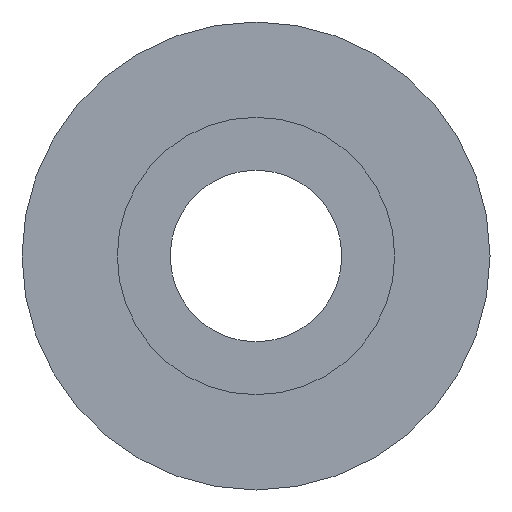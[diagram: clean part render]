
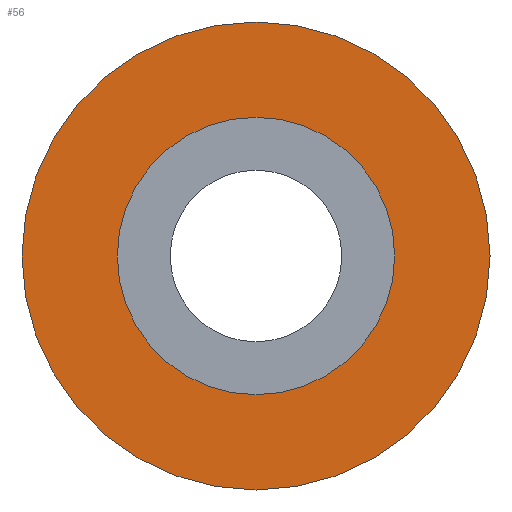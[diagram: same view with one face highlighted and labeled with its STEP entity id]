
A CAD part, left-side view. The second image highlights one B-rep face of the part: STEP entity #56.
In plain terms, the highlighted planar face has unit normal (-1, 0, 0).
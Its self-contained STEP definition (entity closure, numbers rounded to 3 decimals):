
#56=ADVANCED_FACE('',(#81,#82),#83,.T.);
#81=FACE_BOUND('',#109,.T.);
#82=FACE_OUTER_BOUND('',#110,.T.);
#83=PLANE('',#111);
#109=EDGE_LOOP('',(#185,#186));
#110=EDGE_LOOP('',(#187,#188));
#111=AXIS2_PLACEMENT_3D('',#189,#190,#191);
#185=ORIENTED_EDGE('',*,*,#217,.T.);
#186=ORIENTED_EDGE('',*,*,#210,.T.);
#187=ORIENTED_EDGE('',*,*,#222,.T.);
#188=ORIENTED_EDGE('',*,*,#200,.T.);
#189=CARTESIAN_POINT('',(1.5,0.0,0.0));
#190=DIRECTION('',(-1.0,0.0,0.0));
#191=DIRECTION('',(0.0,0.0,1.0));
#200=EDGE_CURVE('',#226,#223,#227,.T.);
#210=EDGE_CURVE('',#240,#244,#246,.T.);
#217=EDGE_CURVE('',#244,#240,#257,.T.);
#222=EDGE_CURVE('',#223,#226,#262,.T.);
#223=VERTEX_POINT('',#263);
#226=VERTEX_POINT('',#267);
#227=CIRCLE('',#268,75.0);
#240=VERTEX_POINT('',#284);
#244=VERTEX_POINT('',#289);
#246=CIRCLE('',#292,44.45);
#257=CIRCLE('',#305,44.45);
#262=CIRCLE('',#310,75.0);
#263=CARTESIAN_POINT('',(1.5,0.0,-75.0));
#267=CARTESIAN_POINT('',(1.5,0.,75.0));
#268=AXIS2_PLACEMENT_3D('',#312,#313,#314);
#284=CARTESIAN_POINT('',(1.5,0.,-44.45));
#289=CARTESIAN_POINT('',(1.5,0.,44.45));
#292=AXIS2_PLACEMENT_3D('',#332,#333,#334);
#305=AXIS2_PLACEMENT_3D('',#349,#350,#351);
#310=AXIS2_PLACEMENT_3D('',#364,#365,#366);
#312=CARTESIAN_POINT('',(1.5,0.0,0.0));
#313=DIRECTION('',(-1.0,0.0,0.0));
#314=DIRECTION('',(0.0,0.0,-1.0));
#332=CARTESIAN_POINT('',(1.5,0.0,0.0));
#333=DIRECTION('',(1.0,0.0,0.0));
#334=DIRECTION('',(0.0,0.0,-1.0));
#349=CARTESIAN_POINT('',(1.5,0.0,0.0));
#350=DIRECTION('',(1.0,0.0,0.0));
#351=DIRECTION('',(0.0,0.0,-1.0));
#364=CARTESIAN_POINT('',(1.5,0.0,0.0));
#365=DIRECTION('',(-1.0,0.0,0.0));
#366=DIRECTION('',(0.0,0.0,-1.0));
